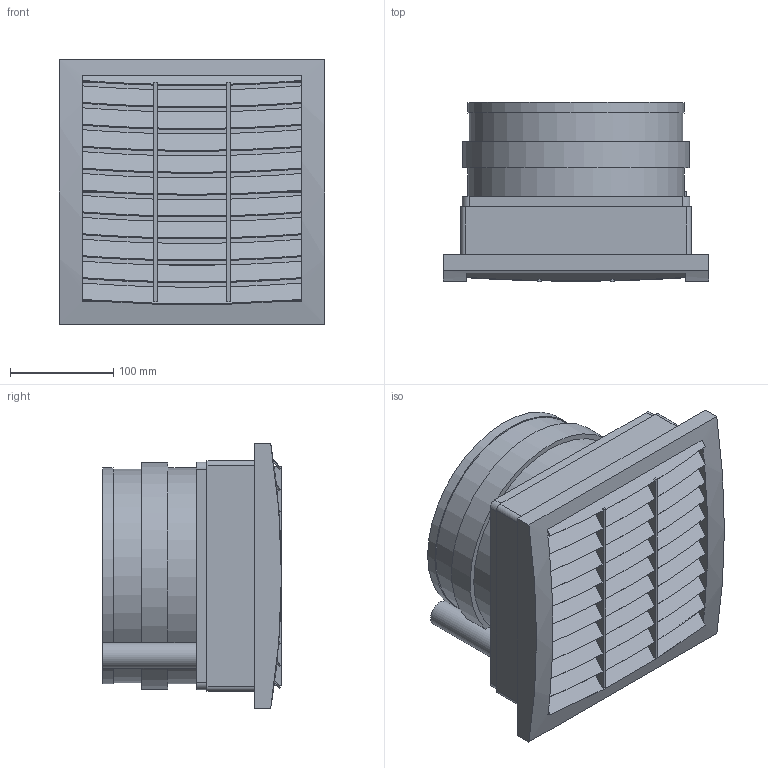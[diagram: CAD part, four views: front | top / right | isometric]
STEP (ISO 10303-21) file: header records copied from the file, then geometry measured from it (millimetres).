
FILE_DESCRIPTION (( 'STEP AP214' ), '1' );
FILE_NAME ('018839-00.STEP', '2019-08-05T11:08:06', ( '' ), ( '' ), 'SwSTEP 2.0', 'SolidWorks 2018', '' );
FILE_SCHEMA (( 'AUTOMOTIVE_DESIGN' ));
Length unit declared in the file: inch
Products named in the file (1): 018839-00
Bounding box: 257 x 173 x 257 mm (x, y, z)
Volume: 2607651.5 mm3; surface area: 684932.7 mm2
Topology: 1 solids, 1 shells, 833 faces, 2512 edges, 1646 vertices
Faces by surface type: plane 487, cylinder 346
Full cylindrical faces by diameter (mm): 25 x1, 61.6 x1, 176 x1, 206.91 x1
Entity records: 28921 total; most frequent: CARTESIAN_POINT 5037, ORIENTED_EDGE 5004, DIRECTION 4935, EDGE_CURVE 2502, VECTOR 1697, LINE 1697, VERTEX_POINT 1641, AXIS2_PLACEMENT_3D 1619
